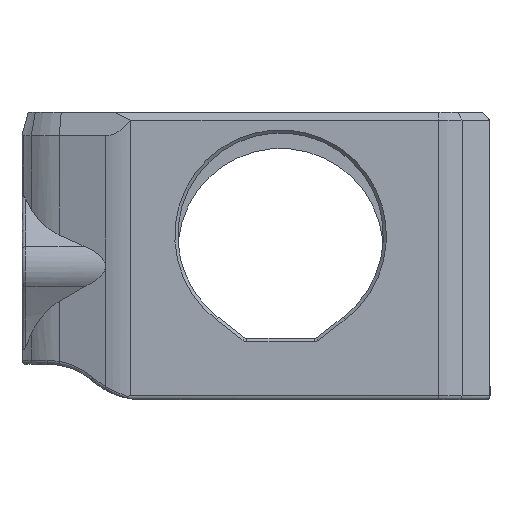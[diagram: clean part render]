
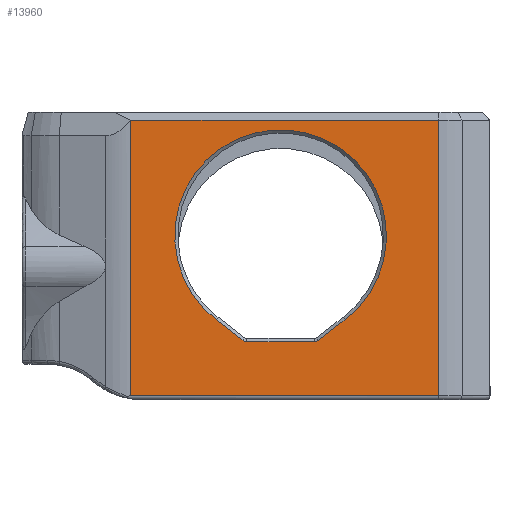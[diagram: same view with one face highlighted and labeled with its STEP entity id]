
A CAD part, left-side view. The second image highlights one B-rep face of the part: STEP entity #13960.
In plain terms, the highlighted planar face has unit normal (-1, 0, 0).
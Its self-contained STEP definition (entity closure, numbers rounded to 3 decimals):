
#65=FACE_BOUND('',#2396,.T.);
#377=PLANE('',#14988);
#1486=FACE_OUTER_BOUND('',#2395,.T.);
#2395=EDGE_LOOP('',(#9929,#9930,#9931,#9932,#9933));
#2396=EDGE_LOOP('',(#9934,#9935,#9936,#9937,#9938,#9939));
#3283=LINE('',#22669,#4075);
#3285=LINE('',#22686,#4077);
#3356=LINE('',#23237,#4148);
#3358=LINE('',#23241,#4150);
#3359=LINE('',#23242,#4151);
#3360=LINE('',#23247,#4152);
#3361=LINE('',#23251,#4153);
#3362=LINE('',#23254,#4154);
#4075=VECTOR('',#16732,10.);
#4077=VECTOR('',#16736,10.);
#4148=VECTOR('',#17005,10.);
#4150=VECTOR('',#17009,10.);
#4151=VECTOR('',#17010,1000.);
#4152=VECTOR('',#17013,1000.);
#4153=VECTOR('',#17016,1000.);
#4154=VECTOR('',#17019,1000.);
#4883=CIRCLE('',#14989,13.65);
#4884=CIRCLE('',#14990,0.8);
#4885=CIRCLE('',#14991,0.8);
#5739=VERTEX_POINT('',#22661);
#5742=VERTEX_POINT('',#22667);
#5745=VERTEX_POINT('',#22678);
#5868=VERTEX_POINT('',#23236);
#5869=VERTEX_POINT('',#23240);
#5870=VERTEX_POINT('',#23243);
#5871=VERTEX_POINT('',#23244);
#5872=VERTEX_POINT('',#23246);
#5873=VERTEX_POINT('',#23248);
#5874=VERTEX_POINT('',#23250);
#5875=VERTEX_POINT('',#23252);
#7186=EDGE_CURVE('',#5742,#5739,#3283,.T.);
#7190=EDGE_CURVE('',#5742,#5745,#3285,.T.);
#7352=EDGE_CURVE('',#5739,#5868,#3356,.T.);
#7354=EDGE_CURVE('',#5869,#5745,#3358,.T.);
#7355=EDGE_CURVE('',#5869,#5868,#3359,.T.);
#7356=EDGE_CURVE('',#5870,#5871,#4883,.T.);
#7357=EDGE_CURVE('',#5871,#5872,#3360,.T.);
#7358=EDGE_CURVE('',#5872,#5873,#4884,.T.);
#7359=EDGE_CURVE('',#5873,#5874,#3361,.T.);
#7360=EDGE_CURVE('',#5874,#5875,#4885,.T.);
#7361=EDGE_CURVE('',#5875,#5870,#3362,.T.);
#9929=ORIENTED_EDGE('',*,*,#7186,.F.);
#9930=ORIENTED_EDGE('',*,*,#7190,.T.);
#9931=ORIENTED_EDGE('',*,*,#7354,.F.);
#9932=ORIENTED_EDGE('',*,*,#7355,.T.);
#9933=ORIENTED_EDGE('',*,*,#7352,.F.);
#9934=ORIENTED_EDGE('',*,*,#7356,.T.);
#9935=ORIENTED_EDGE('',*,*,#7357,.T.);
#9936=ORIENTED_EDGE('',*,*,#7358,.T.);
#9937=ORIENTED_EDGE('',*,*,#7359,.T.);
#9938=ORIENTED_EDGE('',*,*,#7360,.T.);
#9939=ORIENTED_EDGE('',*,*,#7361,.T.);
#13960=ADVANCED_FACE('',(#1486,#65),#377,.F.);
#14988=AXIS2_PLACEMENT_3D('',#23239,#17007,#17008);
#14989=AXIS2_PLACEMENT_3D('',#23245,#17011,#17012);
#14990=AXIS2_PLACEMENT_3D('',#23249,#17014,#17015);
#14991=AXIS2_PLACEMENT_3D('',#23253,#17017,#17018);
#16732=DIRECTION('',(0.,-0.642,0.766));
#16736=DIRECTION('',(0.,0.,-1.));
#17005=DIRECTION('',(0.,-1.,0.));
#17007=DIRECTION('center_axis',(1.,0.,0.));
#17008=DIRECTION('ref_axis',(0.,1.,0.));
#17009=DIRECTION('',(0.,1.,0.));
#17010=DIRECTION('',(0.,0.,1.));
#17011=DIRECTION('center_axis',(1.,0.,0.));
#17012=DIRECTION('ref_axis',(0.,1.,0.));
#17013=DIRECTION('',(0.,0.793,-0.609));
#17014=DIRECTION('center_axis',(1.,0.,0.));
#17015=DIRECTION('ref_axis',(0.,1.,0.));
#17016=DIRECTION('',(0.,1.,0.));
#17017=DIRECTION('center_axis',(1.,0.,0.));
#17018=DIRECTION('ref_axis',(0.,1.,0.));
#17019=DIRECTION('',(0.,0.793,0.609));
#22661=CARTESIAN_POINT('',(-26.5,-51.326,36.8));
#22667=CARTESIAN_POINT('',(-26.5,-51.291,36.758));
#22669=CARTESIAN_POINT('',(-26.5,-44.783,28.995));
#22678=CARTESIAN_POINT('',(-26.5,-51.291,1.26));
#22686=CARTESIAN_POINT('',(-26.5,-51.291,2.76));
#23236=CARTESIAN_POINT('',(-26.5,-91.042,36.8));
#23237=CARTESIAN_POINT('',(-26.5,-27.825,36.8));
#23239=CARTESIAN_POINT('Origin',(-26.5,-52.65,38.6));
#23240=CARTESIAN_POINT('',(-26.5,-91.042,1.26));
#23241=CARTESIAN_POINT('',(-26.5,-50.491,1.26));
#23242=CARTESIAN_POINT('',(-26.5,-91.042,34.456));
#23243=CARTESIAN_POINT('',(-26.5,-62.34,11.071));
#23244=CARTESIAN_POINT('',(-26.5,-78.959,11.071));
#23245=CARTESIAN_POINT('Origin',(-26.5,-70.65,21.9));
#23246=CARTESIAN_POINT('',(-26.5,-75.499,8.415));
#23247=CARTESIAN_POINT('',(-26.5,-75.695,8.566));
#23248=CARTESIAN_POINT('',(-26.5,-75.012,8.25));
#23249=CARTESIAN_POINT('Origin',(-26.5,-75.012,9.05));
#23250=CARTESIAN_POINT('',(-26.5,-66.288,8.25));
#23251=CARTESIAN_POINT('',(-26.5,-52.65,8.25));
#23252=CARTESIAN_POINT('',(-26.5,-65.801,8.415));
#23253=CARTESIAN_POINT('Origin',(-26.5,-66.288,9.05));
#23254=CARTESIAN_POINT('',(-26.5,-42.945,25.953));
